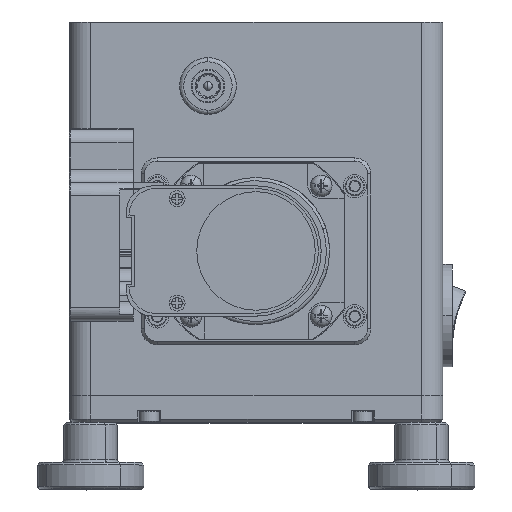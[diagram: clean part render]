
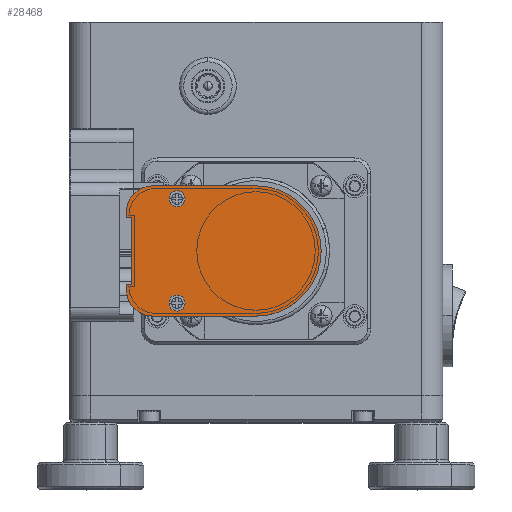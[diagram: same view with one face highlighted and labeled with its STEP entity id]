
A CAD part, top view. The second image highlights one B-rep face of the part: STEP entity #28468.
In plain terms, the highlighted planar face has unit normal (0, 0, 1).
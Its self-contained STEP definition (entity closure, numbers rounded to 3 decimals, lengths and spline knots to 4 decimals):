
#1663 = DIRECTION ( 'NONE',  ( -1., 0., 0. ) ) ;
#2103 = DIRECTION ( 'NONE',  ( 0., 0., 1. ) ) ;
#4259 = CARTESIAN_POINT ( 'NONE',  ( -1.215, 1.9117, 3.8197 ) ) ;
#7385 = CARTESIAN_POINT ( 'NONE',  ( -0.965, 2.2117, 3.8197 ) ) ;
#8045 = CARTESIAN_POINT ( 'NONE',  ( -0.965, 1.2417, 3.8197 ) ) ;
#8268 = DIRECTION ( 'NONE',  ( 0., 0., 1. ) ) ;
#8741 = PLANE ( 'NONE',  #40163 ) ;
#9443 = CARTESIAN_POINT ( 'NONE',  ( -1.165, 1.9117, 3.8197 ) ) ;
#9840 = DIRECTION ( 'NONE',  ( 0., 0., 1. ) ) ;
#10517 = DIRECTION ( 'NONE',  ( 0., 0., 1. ) ) ;
#10905 = CARTESIAN_POINT ( 'NONE',  ( -1.215, 1.9617, 3.8197 ) ) ;
#11272 = VECTOR ( 'NONE', #99273, 39.3701 ) ;
#11521 = CARTESIAN_POINT ( 'NONE',  ( 0., 1.6017, 3.8197 ) ) ;
#12475 = VECTOR ( 'NONE', #29782, 39.3701 ) ;
#12930 = EDGE_CURVE ( 'NONE', #54777, #89688, #94001, .T. ) ;
#13090 = CARTESIAN_POINT ( 'NONE',  ( -0.74, 1.1137, 3.8197 ) ) ;
#13109 = DIRECTION ( 'NONE',  ( -1., 0., 0. ) ) ;
#13593 = CARTESIAN_POINT ( 'NONE',  ( -1.165, 1.2917, 3.8197 ) ) ;
#14109 = CIRCLE ( 'NONE', #79439, 0.075 ) ;
#14965 = CARTESIAN_POINT ( 'NONE',  ( -1.215, 1.9617, 3.8197 ) ) ;
#15291 = VERTEX_POINT ( 'NONE', #64644 ) ;
#15698 = EDGE_CURVE ( 'NONE', #47501, #29314, #89717, .T. ) ;
#15819 = AXIS2_PLACEMENT_3D ( 'NONE', #40986, #9840, #1663 ) ;
#17013 = ORIENTED_EDGE ( 'NONE', *, *, #64664, .T. ) ;
#18613 = CARTESIAN_POINT ( 'NONE',  ( 0., 2.2117, 3.8197 ) ) ;
#18990 = CARTESIAN_POINT ( 'NONE',  ( -1.215, 1.2917, 3.8197 ) ) ;
#19256 = LINE ( 'NONE', #13593, #81728 ) ;
#19288 = CARTESIAN_POINT ( 'NONE',  ( -0.665, 2.0897, 3.8197 ) ) ;
#20167 = ORIENTED_EDGE ( 'NONE', *, *, #48976, .T. ) ;
#21436 = VERTEX_POINT ( 'NONE', #88407 ) ;
#23123 = EDGE_CURVE ( 'NONE', #87798, #15291, #14109, .T. ) ;
#23311 = ORIENTED_EDGE ( 'NONE', *, *, #71421, .T. ) ;
#24093 = VERTEX_POINT ( 'NONE', #73778 ) ;
#24606 = FACE_OUTER_BOUND ( 'NONE', #36925, .T. ) ;
#24791 = ORIENTED_EDGE ( 'NONE', *, *, #28333, .T. ) ;
#26003 = AXIS2_PLACEMENT_3D ( 'NONE', #32311, #8268, #70658 ) ;
#27260 = ORIENTED_EDGE ( 'NONE', *, *, #32064, .T. ) ;
#28333 = EDGE_CURVE ( 'NONE', #85309, #47501, #54749, .T. ) ;
#28468 = ADVANCED_FACE ( 'NONE', ( #39891, #63980, #24606 ), #8741, .T. ) ;
#28841 = DIRECTION ( 'NONE',  ( 0., -1., 0. ) ) ;
#29314 = VERTEX_POINT ( 'NONE', #10905 ) ;
#29782 = DIRECTION ( 'NONE',  ( -1., 0., 0. ) ) ;
#30937 = CIRCLE ( 'NONE', #57043, 0.25 ) ;
#31253 = CIRCLE ( 'NONE', #83486, 0.61 ) ;
#31851 = AXIS2_PLACEMENT_3D ( 'NONE', #98033, #82665, #13109 ) ;
#31880 = VERTEX_POINT ( 'NONE', #78481 ) ;
#32064 = EDGE_CURVE ( 'NONE', #29314, #90799, #84532, .T. ) ;
#32114 = CARTESIAN_POINT ( 'NONE',  ( -1.165, 1.9117, 3.8197 ) ) ;
#32247 = CIRCLE ( 'NONE', #77934, 0.075 ) ;
#32311 = CARTESIAN_POINT ( 'NONE',  ( -0.965, 1.9617, 3.8197 ) ) ;
#33117 = EDGE_LOOP ( 'NONE', ( #77145, #59652 ) ) ;
#33282 = CARTESIAN_POINT ( 'NONE',  ( 0., 1.6017, 3.8197 ) ) ;
#34801 = LINE ( 'NONE', #35300, #65344 ) ;
#35300 = CARTESIAN_POINT ( 'NONE',  ( -0.965, 0.9917, 3.8197 ) ) ;
#35483 = EDGE_CURVE ( 'NONE', #24093, #85309, #31253, .T. ) ;
#35616 = DIRECTION ( 'NONE',  ( 0., -1., 0. ) ) ;
#35956 = DIRECTION ( 'NONE',  ( 0., -1., 0. ) ) ;
#36718 = VERTEX_POINT ( 'NONE', #45236 ) ;
#36856 = LINE ( 'NONE', #68085, #11272 ) ;
#36925 = EDGE_LOOP ( 'NONE', ( #99112, #24791, #46379, #27260, #20167, #45661, #23311, #85176, #81994, #17013 ) ) ;
#39207 = DIRECTION ( 'NONE',  ( 0., 0., 1. ) ) ;
#39891 = FACE_BOUND ( 'NONE', #33117, .T. ) ;
#40163 = AXIS2_PLACEMENT_3D ( 'NONE', #33282, #2103, #49602 ) ;
#40986 = CARTESIAN_POINT ( 'NONE',  ( -0.74, 1.1137, 3.8197 ) ) ;
#44269 = DIRECTION ( 'NONE',  ( -1., 0., 0. ) ) ;
#44606 = EDGE_CURVE ( 'NONE', #84051, #21436, #36856, .T. ) ;
#45236 = CARTESIAN_POINT ( 'NONE',  ( -0.815, 1.1137, 3.8197 ) ) ;
#45661 = ORIENTED_EDGE ( 'NONE', *, *, #12930, .T. ) ;
#46379 = ORIENTED_EDGE ( 'NONE', *, *, #15698, .T. ) ;
#47501 = VERTEX_POINT ( 'NONE', #7385 ) ;
#48976 = EDGE_CURVE ( 'NONE', #90799, #54777, #98846, .T. ) ;
#49602 = DIRECTION ( 'NONE',  ( -1., 0., 0. ) ) ;
#51347 = DIRECTION ( 'NONE',  ( 0., -1., 0. ) ) ;
#53475 = EDGE_CURVE ( 'NONE', #36718, #92667, #74668, .T. ) ;
#54749 = LINE ( 'NONE', #78293, #12475 ) ;
#54777 = VERTEX_POINT ( 'NONE', #9443 ) ;
#56306 = VECTOR ( 'NONE', #35616, 39.3701 ) ;
#56779 = CARTESIAN_POINT ( 'NONE',  ( -0.74, 2.0897, 3.8197 ) ) ;
#57043 = AXIS2_PLACEMENT_3D ( 'NONE', #8045, #39207, #35956 ) ;
#57782 = DIRECTION ( 'NONE',  ( -1., 0., 0. ) ) ;
#57823 = VECTOR ( 'NONE', #28841, 39.3701 ) ;
#57921 = CARTESIAN_POINT ( 'NONE',  ( -1.165, 1.2917, 3.8197 ) ) ;
#59652 = ORIENTED_EDGE ( 'NONE', *, *, #53475, .F. ) ;
#63980 = FACE_BOUND ( 'NONE', #80915, .T. ) ;
#64644 = CARTESIAN_POINT ( 'NONE',  ( -0.815, 2.0897, 3.8197 ) ) ;
#64664 = EDGE_CURVE ( 'NONE', #31880, #24093, #34801, .T. ) ;
#65344 = VECTOR ( 'NONE', #98717, 39.3701 ) ;
#65489 = DIRECTION ( 'NONE',  ( 0., 0., 1. ) ) ;
#65649 = VECTOR ( 'NONE', #99847, 39.3701 ) ;
#68085 = CARTESIAN_POINT ( 'NONE',  ( -1.215, 1.2917, 3.8197 ) ) ;
#68218 = ORIENTED_EDGE ( 'NONE', *, *, #23123, .F. ) ;
#70658 = DIRECTION ( 'NONE',  ( 0., -1., 0. ) ) ;
#71421 = EDGE_CURVE ( 'NONE', #89688, #84051, #19256, .T. ) ;
#71597 = ORIENTED_EDGE ( 'NONE', *, *, #76530, .F. ) ;
#72501 = CARTESIAN_POINT ( 'NONE',  ( -0.665, 1.1137, 3.8197 ) ) ;
#73778 = CARTESIAN_POINT ( 'NONE',  ( 0., 0.9917, 3.8197 ) ) ;
#74668 = CIRCLE ( 'NONE', #15819, 0.075 ) ;
#76530 = EDGE_CURVE ( 'NONE', #15291, #87798, #89022, .T. ) ;
#77145 = ORIENTED_EDGE ( 'NONE', *, *, #94167, .F. ) ;
#77934 = AXIS2_PLACEMENT_3D ( 'NONE', #13090, #96512, #81653 ) ;
#78293 = CARTESIAN_POINT ( 'NONE',  ( 0., 2.2117, 3.8197 ) ) ;
#78481 = CARTESIAN_POINT ( 'NONE',  ( -0.965, 0.9917, 3.8197 ) ) ;
#79439 = AXIS2_PLACEMENT_3D ( 'NONE', #56779, #65489, #57782 ) ;
#80915 = EDGE_LOOP ( 'NONE', ( #68218, #71597 ) ) ;
#81202 = EDGE_CURVE ( 'NONE', #21436, #31880, #30937, .T. ) ;
#81653 = DIRECTION ( 'NONE',  ( -1., 0., 0. ) ) ;
#81728 = VECTOR ( 'NONE', #44269, 39.3701 ) ;
#81994 = ORIENTED_EDGE ( 'NONE', *, *, #81202, .T. ) ;
#82665 = DIRECTION ( 'NONE',  ( 0., 0., 1. ) ) ;
#83486 = AXIS2_PLACEMENT_3D ( 'NONE', #11521, #10517, #51347 ) ;
#84051 = VERTEX_POINT ( 'NONE', #18990 ) ;
#84422 = CARTESIAN_POINT ( 'NONE',  ( -1.215, 1.9117, 3.8197 ) ) ;
#84532 = LINE ( 'NONE', #14965, #57823 ) ;
#85176 = ORIENTED_EDGE ( 'NONE', *, *, #44606, .T. ) ;
#85309 = VERTEX_POINT ( 'NONE', #18613 ) ;
#87798 = VERTEX_POINT ( 'NONE', #19288 ) ;
#88407 = CARTESIAN_POINT ( 'NONE',  ( -1.215, 1.2417, 3.8197 ) ) ;
#89022 = CIRCLE ( 'NONE', #31851, 0.075 ) ;
#89688 = VERTEX_POINT ( 'NONE', #57921 ) ;
#89717 = CIRCLE ( 'NONE', #26003, 0.25 ) ;
#90799 = VERTEX_POINT ( 'NONE', #84422 ) ;
#92667 = VERTEX_POINT ( 'NONE', #72501 ) ;
#94001 = LINE ( 'NONE', #32114, #56306 ) ;
#94167 = EDGE_CURVE ( 'NONE', #92667, #36718, #32247, .T. ) ;
#96512 = DIRECTION ( 'NONE',  ( 0., 0., 1. ) ) ;
#98033 = CARTESIAN_POINT ( 'NONE',  ( -0.74, 2.0897, 3.8197 ) ) ;
#98717 = DIRECTION ( 'NONE',  ( 1., 0., 0. ) ) ;
#98846 = LINE ( 'NONE', #4259, #65649 ) ;
#99112 = ORIENTED_EDGE ( 'NONE', *, *, #35483, .T. ) ;
#99273 = DIRECTION ( 'NONE',  ( 0., -1., 0. ) ) ;
#99847 = DIRECTION ( 'NONE',  ( 1., 0., 0. ) ) ;
